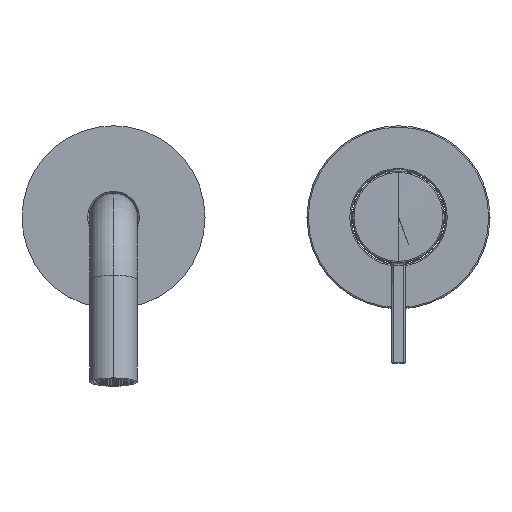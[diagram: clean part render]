
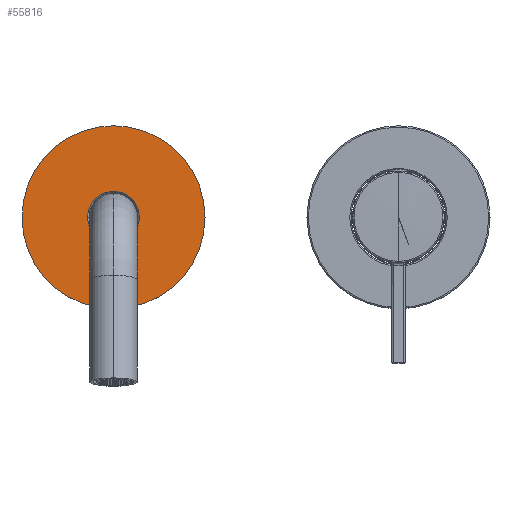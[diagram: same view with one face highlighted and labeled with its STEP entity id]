
A CAD part, top view. The second image highlights one B-rep face of the part: STEP entity #55816.
In plain terms, the highlighted planar face has unit normal (0, 0, 1).
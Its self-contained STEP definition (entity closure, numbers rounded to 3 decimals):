
#55200=CARTESIAN_POINT('',(-109.,0.,59.));
#55201=DIRECTION('',(0.,0.,1.));
#55202=DIRECTION('',(-1.,0.,0.));
#55203=AXIS2_PLACEMENT_3D('',#55200,#55201,#55202);
#55205=CARTESIAN_POINT('',(-109.,0.,59.));
#55206=DIRECTION('',(0.,0.,-1.));
#55207=DIRECTION('',(-1.,0.,0.));
#55208=AXIS2_PLACEMENT_3D('',#55205,#55206,#55207);
#55210=CARTESIAN_POINT('',(-109.,0.,59.));
#55211=DIRECTION('',(0.,0.,1.));
#55212=DIRECTION('',(-1.,0.,0.));
#55213=AXIS2_PLACEMENT_3D('',#55210,#55211,#55212);
#55215=CARTESIAN_POINT('',(-109.,0.,59.));
#55216=DIRECTION('',(0.,0.,1.));
#55217=DIRECTION('',(1.,0.,0.));
#55218=AXIS2_PLACEMENT_3D('',#55215,#55216,#55217);
#55261=CARTESIAN_POINT('',(-144.,0.,59.));
#55263=VERTEX_POINT('',#55261);
#55273=CARTESIAN_POINT('',(-74.,0.,59.));
#55275=VERTEX_POINT('',#55273);
#55304=CARTESIAN_POINT('',(-118.9,0.,59.));
#55305=CARTESIAN_POINT('',(-99.1,0.,59.));
#55306=VERTEX_POINT('',#55304);
#55307=VERTEX_POINT('',#55305);
#55803=CARTESIAN_POINT('',(-109.,0.,59.));
#55804=DIRECTION('',(0.,0.,-1.));
#55805=DIRECTION('',(1.,0.,0.));
#55806=AXIS2_PLACEMENT_3D('',#55803,#55804,#55805);
#55807=PLANE('',#55806);
#55808=ORIENTED_EDGE('',*,*,#55789,.F.);
#55809=ORIENTED_EDGE('',*,*,#55771,.T.);
#55810=EDGE_LOOP('',(#55808,#55809));
#55811=FACE_OUTER_BOUND('',#55810,.F.);
#55812=ORIENTED_EDGE('',*,*,#55355,.T.);
#55813=ORIENTED_EDGE('',*,*,#55377,.T.);
#55814=EDGE_LOOP('',(#55812,#55813));
#55815=FACE_BOUND('',#55814,.F.);
#55816=ADVANCED_FACE('',(#55811,#55815),#55807,.F.);
#55204=CIRCLE('',#55203,35.);
#55209=CIRCLE('',#55208,35.);
#55214=CIRCLE('',#55213,9.9);
#55219=CIRCLE('',#55218,9.9);
#55355=EDGE_CURVE('',#55306,#55307,#55214,.T.);
#55377=EDGE_CURVE('',#55307,#55306,#55219,.T.);
#55771=EDGE_CURVE('',#55263,#55275,#55209,.T.);
#55789=EDGE_CURVE('',#55263,#55275,#55204,.T.);
